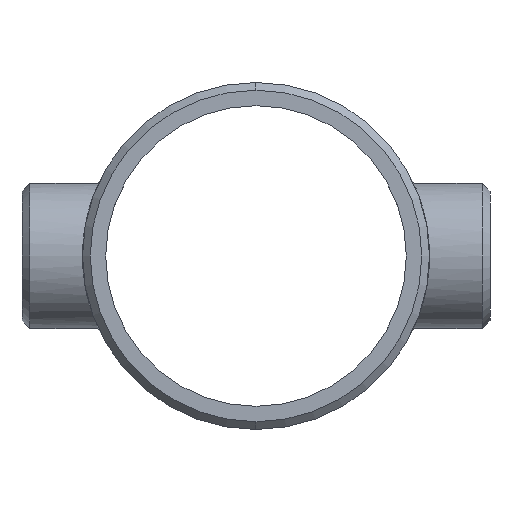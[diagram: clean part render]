
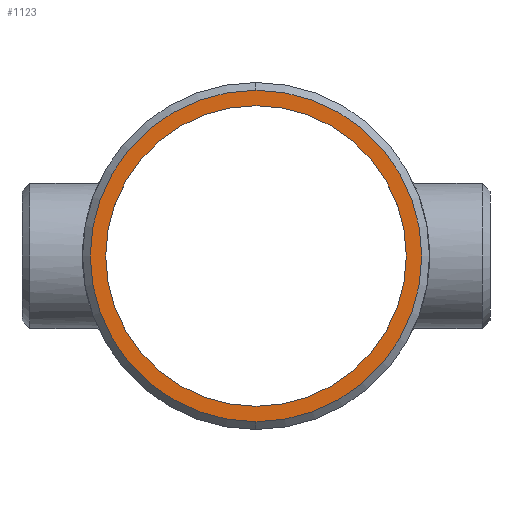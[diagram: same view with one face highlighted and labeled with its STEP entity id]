
A CAD part, left-side view. The second image highlights one B-rep face of the part: STEP entity #1123.
In plain terms, the highlighted planar face has unit normal (-1, 0, 0).
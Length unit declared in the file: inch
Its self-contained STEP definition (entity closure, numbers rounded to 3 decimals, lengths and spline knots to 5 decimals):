
#1 = AXIS2_PLACEMENT_3D ( 'NONE', #190, #476, #380 ) ;
#34 = AXIS2_PLACEMENT_3D ( 'NONE', #282, #545, #841 ) ;
#108 = VERTEX_POINT ( 'NONE', #292 ) ;
#164 = VERTEX_POINT ( 'NONE', #779 ) ;
#190 = CARTESIAN_POINT ( 'NONE',  ( -8.5, 0., 0. ) ) ;
#282 = CARTESIAN_POINT ( 'NONE',  ( -8.5, 0., 0. ) ) ;
#292 = CARTESIAN_POINT ( 'NONE',  ( -8.5, 0., 5.13533 ) ) ;
#296 = DIRECTION ( 'NONE',  ( -1., 0., 0. ) ) ;
#340 = DIRECTION ( 'NONE',  ( -1., 0., 0. ) ) ;
#343 = EDGE_LOOP ( 'NONE', ( #409, #1265 ) ) ;
#380 = DIRECTION ( 'NONE',  ( 0., 0., 1. ) ) ;
#409 = ORIENTED_EDGE ( 'NONE', *, *, #994, .T. ) ;
#419 = CARTESIAN_POINT ( 'NONE',  ( -8.5, 0., 0. ) ) ;
#432 = DIRECTION ( 'NONE',  ( 1., 0., 0. ) ) ;
#434 = DIRECTION ( 'NONE',  ( 0., 0., -1. ) ) ;
#465 = CARTESIAN_POINT ( 'NONE',  ( -8.5, 0., 0. ) ) ;
#476 = DIRECTION ( 'NONE',  ( -1., 0., 0. ) ) ;
#482 = CARTESIAN_POINT ( 'NONE',  ( -8.5, 0., -4.656 ) ) ;
#489 = CIRCLE ( 'NONE', #34, 4.656 ) ;
#541 = AXIS2_PLACEMENT_3D ( 'NONE', #465, #432, #735 ) ;
#545 = DIRECTION ( 'NONE',  ( 1., 0., 0. ) ) ;
#569 = CIRCLE ( 'NONE', #541, 4.656 ) ;
#622 = CIRCLE ( 'NONE', #1, 5.13533 ) ;
#623 = EDGE_CURVE ( 'NONE', #1156, #1134, #569, .T. ) ;
#668 = ORIENTED_EDGE ( 'NONE', *, *, #623, .T. ) ;
#673 = CIRCLE ( 'NONE', #1060, 5.13533 ) ;
#684 = DIRECTION ( 'NONE',  ( 0., 0., 1. ) ) ;
#704 = AXIS2_PLACEMENT_3D ( 'NONE', #419, #340, #434 ) ;
#707 = FACE_BOUND ( 'NONE', #1126, .T. ) ;
#735 = DIRECTION ( 'NONE',  ( 0., 0., 1. ) ) ;
#739 = FACE_OUTER_BOUND ( 'NONE', #343, .T. ) ;
#779 = CARTESIAN_POINT ( 'NONE',  ( -8.5, 0., -5.13533 ) ) ;
#841 = DIRECTION ( 'NONE',  ( 0., 0., 1. ) ) ;
#994 = EDGE_CURVE ( 'NONE', #164, #108, #673, .T. ) ;
#1000 = PLANE ( 'NONE',  #704 ) ;
#1060 = AXIS2_PLACEMENT_3D ( 'NONE', #1174, #296, #684 ) ;
#1099 = CARTESIAN_POINT ( 'NONE',  ( -8.5, 0., 4.656 ) ) ;
#1123 = ADVANCED_FACE ( 'NONE', ( #739, #707 ), #1000, .T. ) ;
#1126 = EDGE_LOOP ( 'NONE', ( #1143, #668 ) ) ;
#1134 = VERTEX_POINT ( 'NONE', #1099 ) ;
#1143 = ORIENTED_EDGE ( 'NONE', *, *, #1171, .T. ) ;
#1156 = VERTEX_POINT ( 'NONE', #482 ) ;
#1157 = EDGE_CURVE ( 'NONE', #108, #164, #622, .T. ) ;
#1171 = EDGE_CURVE ( 'NONE', #1134, #1156, #489, .T. ) ;
#1174 = CARTESIAN_POINT ( 'NONE',  ( -8.5, 0., 0. ) ) ;
#1265 = ORIENTED_EDGE ( 'NONE', *, *, #1157, .T. ) ;
